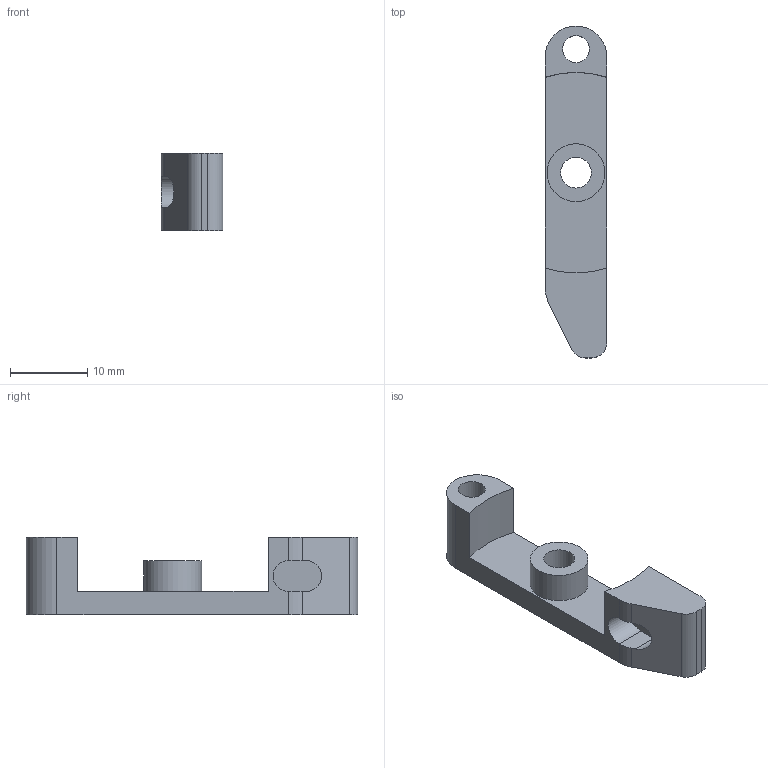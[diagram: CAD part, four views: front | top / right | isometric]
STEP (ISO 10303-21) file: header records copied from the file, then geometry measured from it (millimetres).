
FILE_DESCRIPTION(/* description */ (''),/* implementation_level */ '2;1');
FILE_NAME(/* name */ 'rodamiento0.3.stp',/* time_stamp */ '2015-09-21T10:43:48+02:00',/* author */ ('Startic'),/* organization */ (''),/* preprocessor_version */ 'ST-DEVELOPER v16.1',/* originating_system */ 'Autodesk Inventor LT ',/* authorisation */ '');
FILE_SCHEMA (('AUTOMOTIVE_DESIGN { 1 0 10303 214 3 1 1 }'));
Length unit declared in the file: millimetre
Products named in the file (1): rodamiento0.3
Bounding box: 8 x 43 x 10 mm (x, y, z)
Volume: 1637.9 mm3; surface area: 1676.5 mm2
Topology: 1 solids, 1 shells, 31 faces, 81 edges, 54 vertices
Faces by surface type: plane 19, cylinder 12
Full cylindrical faces by diameter (mm): 3.5 x1, 4 x1, 7.5 x1
Entity records: 968 total; most frequent: DIRECTION 166, CARTESIAN_POINT 162, ORIENTED_EDGE 154, EDGE_CURVE 77, AXIS2_PLACEMENT_3D 57, VERTEX_POINT 53, LINE 52, VECTOR 52
